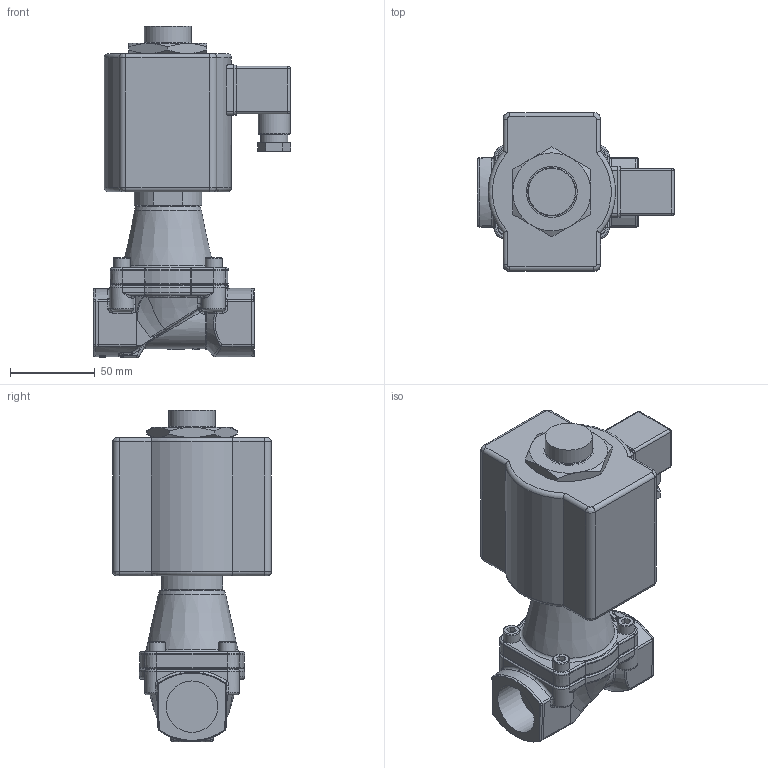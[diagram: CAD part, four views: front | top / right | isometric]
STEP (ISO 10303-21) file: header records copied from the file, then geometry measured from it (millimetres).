
FILE_DESCRIPTION( ( 'Unknown' ), '1' );
FILE_NAME( '8591099.8402.stp', '20.04.2018', ( 'PLu' ), ( 'IMI Precision Engineering' ), 'PSStep 17.0.49', 'Solid Edge ST7', ' ' );
FILE_SCHEMA( ( 'AUTOMOTIVE_DESIGN { 1 0 10303 214 1 1 1 1 }' ) );
Length unit declared in the file: millimetre
Products named in the file (22): 1245771_0000_00000; ST.1245771.0000.00000-001; 1244243.0000.00000; ST.1244243.0000.00000-3u4; 1245768.0000.00000; 1273361.0000.00000; 1273408.0000.00000; 1271251.0000.00000; 1273409.0000.00000; 1707107.0000.00000; 1707109.0000.00000; Schraube_DIN_912_M_6x_20; Schraube_DIN_912_M_6x_20-oa0; Schraube_DIN_912_M_6x_20-oa1; Schraube_DIN_912_M_6x_20-oa2; 1257503_0000_00000; 1701599.0000.00000; 1242479.0000.00000; ST_1244244_0000_00000-01; Assem1; 1258133.0000.00000; 1214631_0000_00000
Assembly tree (21 placements, depth 5):
  Assem1
    1258133.0000.00000
    1214631_0000_00000
    1707109.0000.00000
      Schraube_DIN_912_M_6x_20
      Schraube_DIN_912_M_6x_20-oa0
      Schraube_DIN_912_M_6x_20-oa1
      Schraube_DIN_912_M_6x_20-oa2
      1257503_0000_00000
      1701599.0000.00000
    1707107.0000.00000
      1273361.0000.00000
        1273408.0000.00000
        1271251.0000.00000
        1273409.0000.00000
    1242479.0000.00000
      ST_1244244_0000_00000-01
      1245768.0000.00000
        1244243.0000.00000
          ST.1244243.0000.00000-3u4
        1245771_0000_00000
          ST.1245771.0000.00000-001
Bounding box: 116.52 x 93.5 x 195.4 mm (x, y, z)
Volume: 756540.8 mm3; surface area: 119737.6 mm2
Topology: 14 solids, 17 shells, 1105 faces, 2660 edges, 1629 vertices
Faces by surface type: plane 496, cylinder 231, bspline 134, torus 93, cone 76, extrusion 55, sphere 20
Full cylindrical faces by diameter (mm): 1.65 x3, 2.6 x1, 3 x1, 3.3 x1, 4.2 x1, 4.269 x1, 4.773 x4, 4.917 x4, 5.8 x1, 6 x8, 6.4 x4, 6.6 x1, 6.8 x1, 10 x5, 16 x1, 19 x1, 27 x4, 27.7 x1, 28 x1, 28.376 x3, 29.75 x3, 30 x2, 30.291 x2, 32 x2, 36 x1, 36.5 x1
Entity records: 54494 total; most frequent: CARTESIAN_POINT 20993, ORIENTED_EDGE 5042, DIRECTION 4845, EDGE_CURVE 2521, AXIS2_PLACEMENT_3D 1770, VERTEX_POINT 1600, VECTOR 1305, EDGE_LOOP 1273
